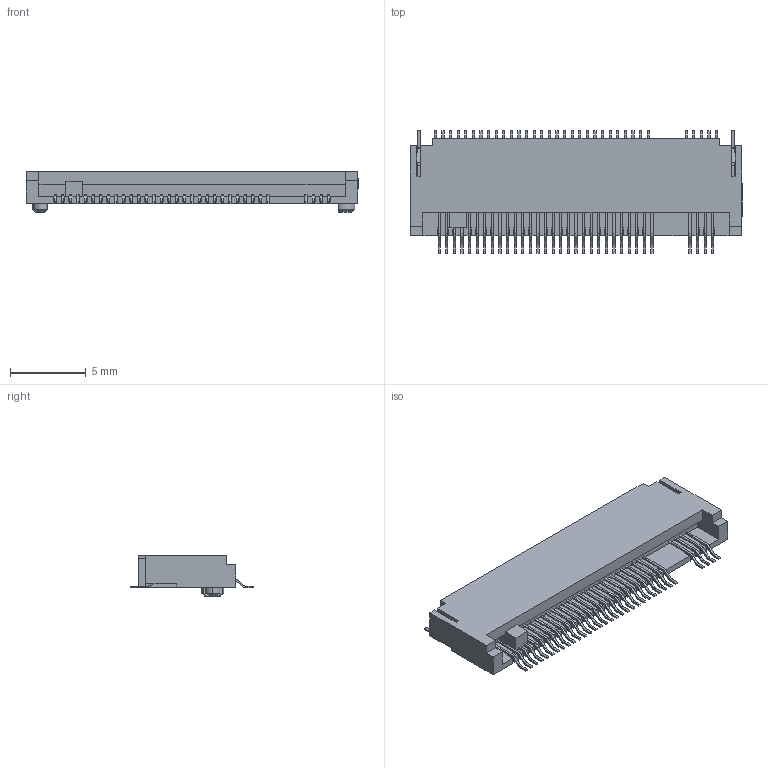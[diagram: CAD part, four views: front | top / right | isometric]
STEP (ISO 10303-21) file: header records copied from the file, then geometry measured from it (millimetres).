
FILE_DESCRIPTION(('FreeCAD Model'),'2;1');
FILE_NAME('Open CASCADE Shape Model','2025-05-14T07:23:27',('Author'),( ''),'Open CASCADE STEP processor 7.8','FreeCAD','Unknown');
FILE_SCHEMA(('AUTOMOTIVE_DESIGN { 1 0 10303 214 1 1 1 1 }'));
Length unit declared in the file: millimetre
Products named in the file (85): 9uQm-CN1-CONN-SMD_APCI0146-P001A; COMPOUND083; COMPOUND; COMPOUND001; COMPOUND002; COMPOUND003; COMPOUND004; COMPOUND005; COMPOUND006; COMPOUND007; COMPOUND008; COMPOUND009; COMPOUND010; COMPOUND011; COMPOUND012; COMPOUND013; COMPOUND014; COMPOUND015; COMPOUND016; COMPOUND017; COMPOUND018; COMPOUND019; COMPOUND020; COMPOUND021; COMPOUND022; COMPOUND023; COMPOUND024; COMPOUND025; COMPOUND026; COMPOUND027; COMPOUND028; COMPOUND029; COMPOUND030; COMPOUND031; COMPOUND032; COMPOUND033; COMPOUND034; COMPOUND035; COMPOUND036; COMPOUND037 ...
Assembly tree (84 placements, depth 3):
  9uQm-CN1-CONN-SMD_APCI0146-P001A
    COMPOUND083
      COMPOUND
      COMPOUND001
      COMPOUND002
      COMPOUND003
      COMPOUND004
      COMPOUND005
      COMPOUND006
      COMPOUND007
      COMPOUND008
      COMPOUND009
      COMPOUND010
      COMPOUND011
      COMPOUND012
      COMPOUND013
      COMPOUND014
      COMPOUND015
      COMPOUND016
      COMPOUND017
      COMPOUND018
      COMPOUND019
      COMPOUND020
      COMPOUND021
      COMPOUND022
      COMPOUND023
      COMPOUND024
      COMPOUND025
      COMPOUND026
      COMPOUND027
      COMPOUND028
      COMPOUND029
      COMPOUND030
      COMPOUND031
      COMPOUND032
      COMPOUND033
      COMPOUND034
      COMPOUND035
      COMPOUND036
      COMPOUND037
      COMPOUND038
      COMPOUND039
      COMPOUND040
      COMPOUND041
      COMPOUND042
      COMPOUND043
      COMPOUND044
      COMPOUND045
      COMPOUND046
      COMPOUND047
      COMPOUND048
      COMPOUND049
      COMPOUND050
      COMPOUND051
      COMPOUND052
      COMPOUND053
      COMPOUND054
      COMPOUND055
      COMPOUND056
      COMPOUND057
Bounding box: 21.85 x 8.07 x 2.65 mm (x, y, z)
Volume: 214.7 mm3; surface area: 585.9 mm2
Topology: 83 solids, 83 shells, 1478 faces, 3897 edges, 2597 vertices
Faces by surface type: plane 1150, cylinder 212, bspline 112, cone 4
Entity records: 49015 total; most frequent: CARTESIAN_POINT 10167, ORIENTED_EDGE 7794, DIRECTION 6997, EDGE_CURVE 3897, LINE 3239, VECTOR 3239, VERTEX_POINT 2597, AXIS2_PLACEMENT_3D 1879
